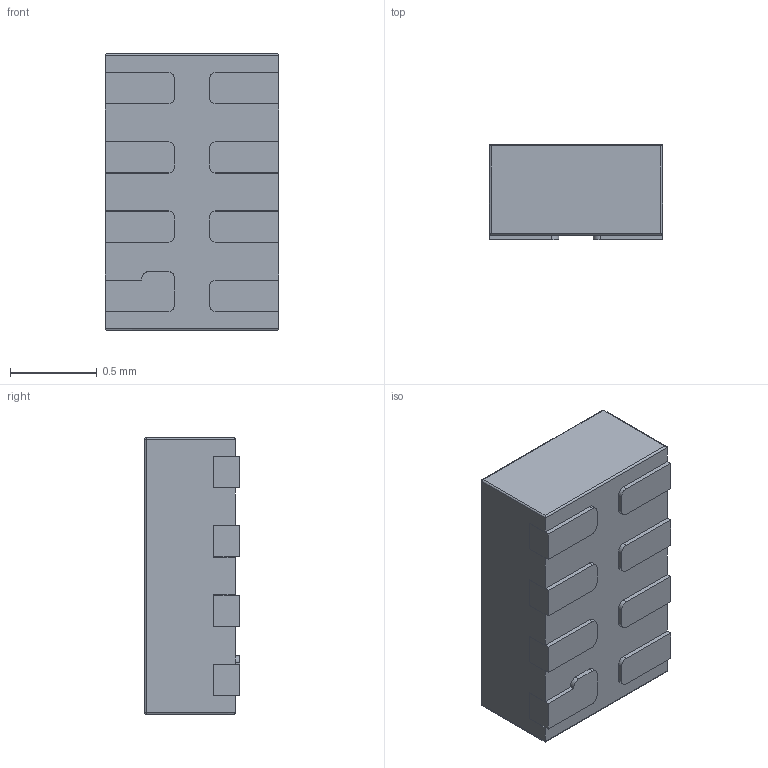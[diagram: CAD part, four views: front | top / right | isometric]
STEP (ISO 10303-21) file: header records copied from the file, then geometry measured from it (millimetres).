
FILE_DESCRIPTION (( 'STEP AP214' ), '1' );
FILE_NAME ('SLG59M1446V.STEP', '2024-03-13T11:26:29', ( 'Tashadra' ), ( '' ), 'SwSTEP 2.0', 'SolidWorks 2016', '' );
FILE_SCHEMA (( 'AUTOMOTIVE_DESIGN' ));
Length unit declared in the file: millimetre
Products named in the file (1): SLG59M1446V
Bounding box: 1 x 0.55 x 1.6 mm (x, y, z)
Volume: 0.9 mm3; surface area: 9.2 mm2
Topology: 9 solids, 9 shells, 141 faces, 354 edges, 228 vertices
Faces by surface type: plane 91, cylinder 46, sphere 4
Entity records: 5080 total; most frequent: CARTESIAN_POINT 732, DIRECTION 714, ORIENTED_EDGE 700, EDGE_CURVE 350, VECTOR 262, LINE 262, VERTEX_POINT 228, AXIS2_PLACEMENT_3D 226
